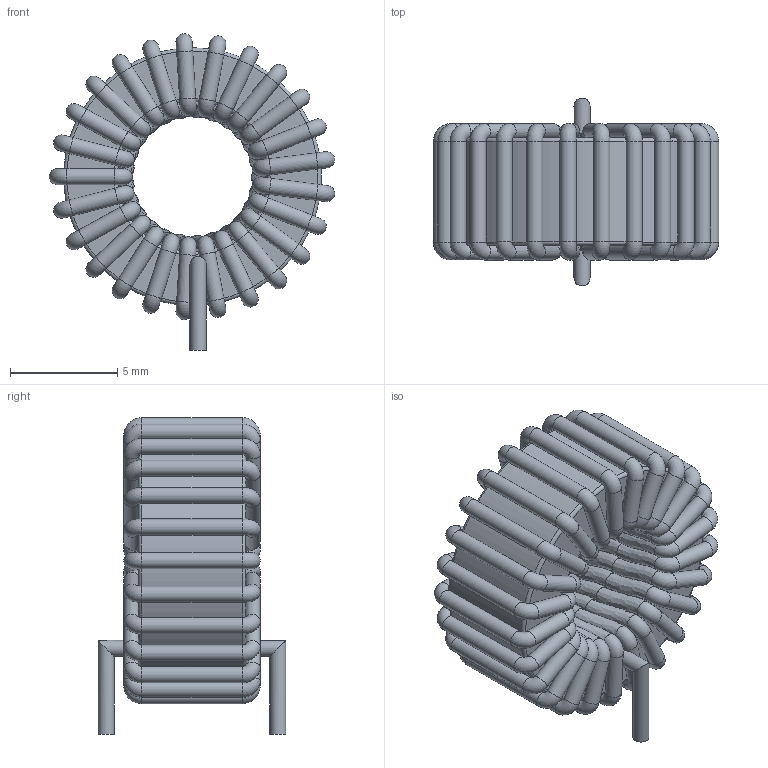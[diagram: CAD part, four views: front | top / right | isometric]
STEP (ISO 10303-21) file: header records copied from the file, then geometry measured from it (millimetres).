
FILE_DESCRIPTION(/* description */ (''),/* implementation_level */ '2;1');
FILE_NAME(/* name */ 'cewka.stp',/* time_stamp */ '2024-07-13T10:44:21+02:00',/* author */ ('komputer'),/* organization */ (''),/* preprocessor_version */ 'ST-DEVELOPER v19.2',/* originating_system */ 'Autodesk Inventor 2023',/* authorisation */ '');
FILE_SCHEMA (('AUTOMOTIVE_DESIGN { 1 0 10303 214 3 1 1 }'));
Length unit declared in the file: millimetre
Products named in the file (1): cewka
Bounding box: 13.3 x 8.75 x 14.75 mm (x, y, z)
Volume: 555.1 mm3; surface area: 1149.1 mm2
Topology: 1 solids, 1 shells, 509 faces, 1377 edges, 818 vertices
Faces by surface type: torus 200, cylinder 105, plane 104, bspline 100
Full cylindrical faces by diameter (mm): 0.75 x4, 7 x1
Entity records: 27059 total; most frequent: CARTESIAN_POINT 14522, ORIENTED_EDGE 2754, DIRECTION 2417, EDGE_CURVE 1377, AXIS2_PLACEMENT_3D 1129, VERTEX_POINT 818, CIRCLE 656, STYLED_ITEM 510
